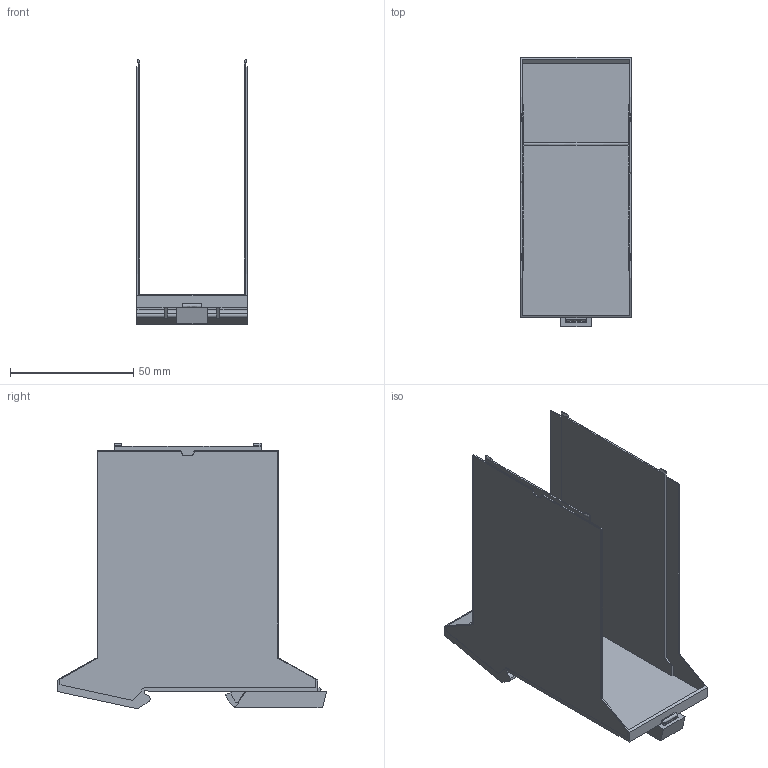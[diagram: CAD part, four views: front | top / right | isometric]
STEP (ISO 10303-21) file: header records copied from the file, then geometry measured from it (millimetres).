
FILE_DESCRIPTION(('CATIA V5 STEP Exchange','CAx-IF Rec.Pracs.--- Model Styling and Organization---1.4--- 2014-01-23'),'2;1');
FILE_NAME ('11923758_3_1164750000_S3D_CH20M45_B_LGY_BK.stp','2019-03-12T07:57:22+00:00',('none'),('Weidmueller'),'CATIA Version 5-6 Release 2016 SP3 HF44','CATIA V5 STEP AP214','none');
FILE_SCHEMA(('AUTOMOTIVE_DESIGN { 1 0 10303 214 1 1 1 1 }'));
Length unit declared in the file: millimetre
Products named in the file (1): 1164750000
Bounding box: 45 x 109.3 x 107.82 mm (x, y, z)
Volume: 33315.2 mm3; surface area: 43700.2 mm2
Topology: 2 solids, 2 shells, 166 faces, 560 edges, 403 vertices
Faces by surface type: plane 143, extrusion 12, cylinder 11
Entity records: 6254 total; most frequent: CARTESIAN_POINT 1391, ORIENTED_EDGE 1120, DIRECTION 738, EDGE_CURVE 560, VECTOR 474, LINE 462, VERTEX_POINT 403, EDGE_LOOP 171
